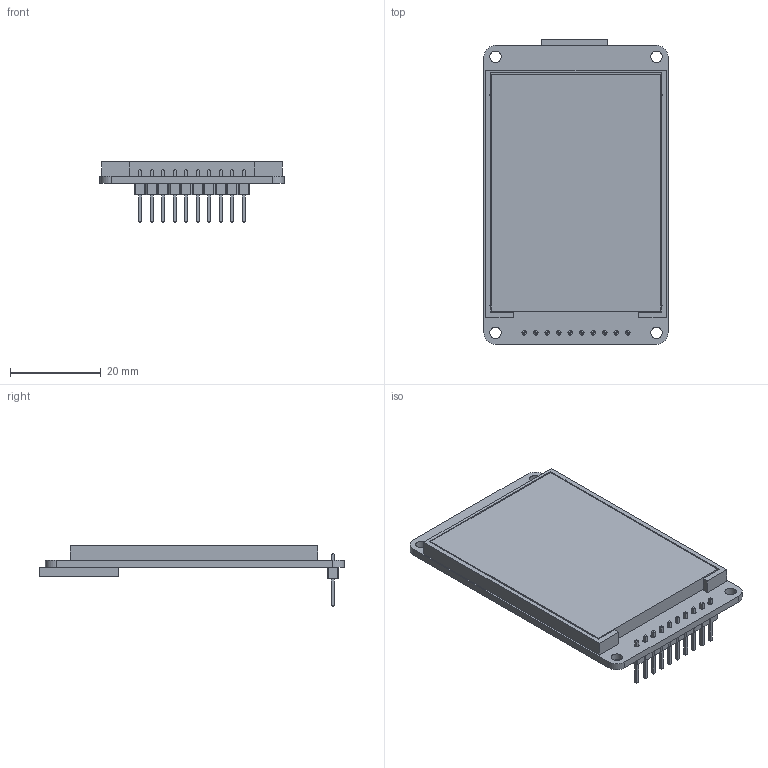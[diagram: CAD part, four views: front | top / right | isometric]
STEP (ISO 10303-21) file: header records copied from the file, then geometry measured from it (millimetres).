
FILE_DESCRIPTION(/* description */ (''),/* implementation_level */ '2;1');
FILE_NAME(/* name */ 'AdafruitTFT_withHeaders_full3Dmodel.step',/* time_stamp */ '2022-04-04T16:23:01-05:00',/* author */ (''),/* organization */ (''),/* preprocessor_version */ 'ST-DEVELOPER v18.1',/* originating_system */ 'Autodesk Translation Framework v10.14.0.1471',/* authorisation */ '');
FILE_SCHEMA (('AUTOMOTIVE_DESIGN { 1 0 10303 214 3 1 1 }'));
Length unit declared in the file: millimetre
Products named in the file (6): Adafruit_2.2_SPI_240x320; Adafruit_2.2_SPI_240x320 PCB; PinHeader_1x10_P2.54mm_Vertical; LCD; Bezel; MicroSD Card
Assembly tree (5 placements, depth 2):
  Adafruit_2.2_SPI_240x320
    Adafruit_2.2_SPI_240x320 PCB
    PinHeader_1x10_P2.54mm_Vertical
    LCD
    Bezel
    MicroSD Card
Bounding box: 40.64 x 67.31 x 13.31 mm (x, y, z)
Volume: 11623.8 mm3; surface area: 12683.1 mm2
Topology: 5 solids, 5 shells, 308 faces, 754 edges, 476 vertices
Faces by surface type: plane 280, cylinder 28
Full cylindrical faces by diameter (mm): 1 x16, 2.5 x4
Entity records: 9372 total; most frequent: CARTESIAN_POINT 1550, ORIENTED_EDGE 1508, DIRECTION 1450, EDGE_CURVE 754, LINE 698, VECTOR 698, VERTEX_POINT 476, AXIS2_PLACEMENT_3D 376
